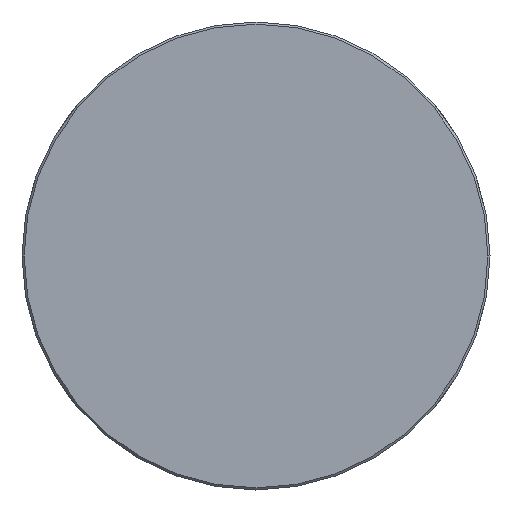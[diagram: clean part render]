
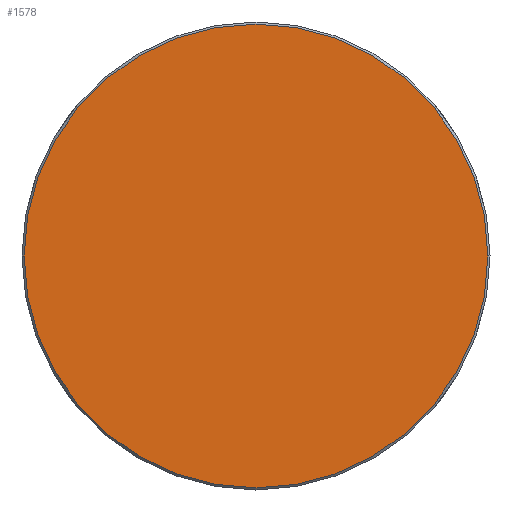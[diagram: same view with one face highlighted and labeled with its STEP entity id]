
A CAD part, left-side view. The second image highlights one B-rep face of the part: STEP entity #1578.
In plain terms, the highlighted planar face has unit normal (-1, 0, 0).
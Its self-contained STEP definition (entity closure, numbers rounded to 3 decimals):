
#13 = CIRCLE ( 'NONE', #115, 54.5 ) ;
#66 = DIRECTION ( 'NONE',  ( 0., 1., 0. ) ) ;
#95 = ORIENTED_EDGE ( 'NONE', *, *, #247, .T. ) ;
#115 = AXIS2_PLACEMENT_3D ( 'NONE', #828, #502, #66 ) ;
#233 = EDGE_LOOP ( 'NONE', ( #95, #801 ) ) ;
#234 = CARTESIAN_POINT ( 'NONE',  ( -88.35, -55.154, 55.154 ) ) ;
#247 = EDGE_CURVE ( 'NONE', #696, #1691, #1049, .T. ) ;
#377 = DIRECTION ( 'NONE',  ( -1., 0., 0. ) ) ;
#406 = PLANE ( 'NONE',  #417 ) ;
#417 = AXIS2_PLACEMENT_3D ( 'NONE', #234, #993, #1485 ) ;
#502 = DIRECTION ( 'NONE',  ( -1., 0., 0. ) ) ;
#668 = CARTESIAN_POINT ( 'NONE',  ( -88.35, 0., 0. ) ) ;
#696 = VERTEX_POINT ( 'NONE', #1000 ) ;
#801 = ORIENTED_EDGE ( 'NONE', *, *, #1463, .T. ) ;
#828 = CARTESIAN_POINT ( 'NONE',  ( -88.35, 0., 0. ) ) ;
#869 = CARTESIAN_POINT ( 'NONE',  ( -88.35, -54.5, 0. ) ) ;
#993 = DIRECTION ( 'NONE',  ( 1., 0., 0. ) ) ;
#1000 = CARTESIAN_POINT ( 'NONE',  ( -88.35, 54.5, 0. ) ) ;
#1049 = CIRCLE ( 'NONE', #1648, 54.5 ) ;
#1234 = FACE_OUTER_BOUND ( 'NONE', #233, .T. ) ;
#1463 = EDGE_CURVE ( 'NONE', #1691, #696, #13, .T. ) ;
#1485 = DIRECTION ( 'NONE',  ( 0., 0., -1. ) ) ;
#1578 = ADVANCED_FACE ( 'NONE', ( #1234 ), #406, .F. ) ;
#1608 = DIRECTION ( 'NONE',  ( 0., 1., 0. ) ) ;
#1648 = AXIS2_PLACEMENT_3D ( 'NONE', #668, #377, #1608 ) ;
#1691 = VERTEX_POINT ( 'NONE', #869 ) ;
